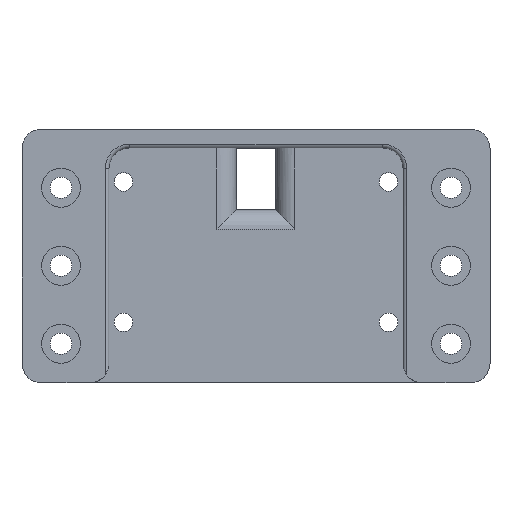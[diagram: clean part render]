
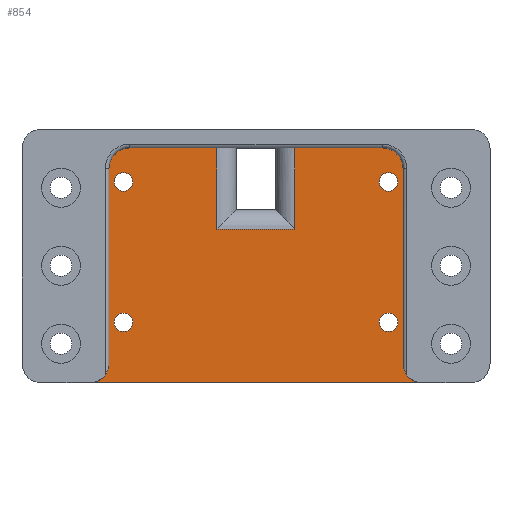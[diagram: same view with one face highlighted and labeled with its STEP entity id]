
A CAD part, top view. The second image highlights one B-rep face of the part: STEP entity #854.
In plain terms, the highlighted planar face has unit normal (0, 0, 1).
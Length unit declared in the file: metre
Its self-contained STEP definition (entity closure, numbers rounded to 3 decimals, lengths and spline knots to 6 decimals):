
#66=LINE('',#1398,#116);
#68=LINE('',#1402,#118);
#81=LINE('',#1444,#131);
#87=LINE('',#1459,#137);
#88=LINE('',#1464,#138);
#90=LINE('',#1470,#140);
#96=LINE('',#1480,#146);
#97=LINE('',#1481,#147);
#116=VECTOR('',#1120,1.);
#118=VECTOR('',#1124,1.);
#131=VECTOR('',#1169,1.);
#137=VECTOR('',#1181,1.);
#138=VECTOR('',#1186,1.);
#140=VECTOR('',#1192,1.);
#146=VECTOR('',#1206,1.);
#147=VECTOR('',#1207,1.);
#300=ORIENTED_EDGE('',*,*,#467,.T.);
#301=ORIENTED_EDGE('',*,*,#456,.T.);
#302=ORIENTED_EDGE('',*,*,#461,.T.);
#303=ORIENTED_EDGE('',*,*,#458,.T.);
#304=ORIENTED_EDGE('',*,*,#468,.T.);
#305=ORIENTED_EDGE('',*,*,#435,.T.);
#306=ORIENTED_EDGE('',*,*,#427,.F.);
#307=ORIENTED_EDGE('',*,*,#469,.T.);
#308=ORIENTED_EDGE('',*,*,#448,.T.);
#309=ORIENTED_EDGE('',*,*,#470,.T.);
#310=ORIENTED_EDGE('',*,*,#429,.F.);
#311=ORIENTED_EDGE('',*,*,#438,.T.);
#312=ORIENTED_EDGE('',*,*,#471,.F.);
#313=ORIENTED_EDGE('',*,*,#441,.F.);
#314=ORIENTED_EDGE('',*,*,#440,.F.);
#315=ORIENTED_EDGE('',*,*,#439,.F.);
#427=EDGE_CURVE('',#533,#534,#66,.T.);
#429=EDGE_CURVE('',#535,#536,#68,.F.);
#435=EDGE_CURVE('',#538,#534,#600,.T.);
#438=EDGE_CURVE('',#535,#539,#601,.T.);
#439=EDGE_CURVE('',#540,#540,#602,.T.);
#440=EDGE_CURVE('',#541,#541,#603,.T.);
#441=EDGE_CURVE('',#542,#542,#604,.T.);
#448=EDGE_CURVE('',#543,#544,#81,.T.);
#456=EDGE_CURVE('',#546,#548,#87,.T.);
#458=EDGE_CURVE('',#551,#549,#88,.T.);
#461=EDGE_CURVE('',#548,#551,#90,.T.);
#467=EDGE_CURVE('',#539,#546,#96,.F.);
#468=EDGE_CURVE('',#549,#538,#97,.F.);
#469=EDGE_CURVE('',#533,#543,#607,.F.);
#470=EDGE_CURVE('',#544,#536,#608,.F.);
#471=EDGE_CURVE('',#553,#553,#609,.T.);
#533=VERTEX_POINT('',#1397);
#534=VERTEX_POINT('',#1399);
#535=VERTEX_POINT('',#1403);
#536=VERTEX_POINT('',#1404);
#538=VERTEX_POINT('',#1417);
#539=VERTEX_POINT('',#1423);
#540=VERTEX_POINT('',#1427);
#541=VERTEX_POINT('',#1430);
#542=VERTEX_POINT('',#1433);
#543=VERTEX_POINT('',#1445);
#544=VERTEX_POINT('',#1446);
#546=VERTEX_POINT('',#1454);
#548=VERTEX_POINT('',#1458);
#549=VERTEX_POINT('',#1462);
#551=VERTEX_POINT('',#1465);
#553=VERTEX_POINT('',#1486);
#600=CIRCLE('',#942,0.005359);
#601=CIRCLE('',#945,0.005359);
#602=CIRCLE('',#947,0.002375);
#603=CIRCLE('',#949,0.002375);
#604=CIRCLE('',#951,0.002375);
#607=CIRCLE('',#968,0.005);
#608=CIRCLE('',#969,0.005);
#609=CIRCLE('',#970,0.002375);
#673=EDGE_LOOP('',(#300,#301,#302,#303,#304,#305,#306,#307,#308,#309,#310,
#311));
#674=EDGE_LOOP('',(#312));
#675=EDGE_LOOP('',(#313));
#676=EDGE_LOOP('',(#314));
#677=EDGE_LOOP('',(#315));
#767=FACE_BOUND('',#673,.T.);
#768=FACE_BOUND('',#674,.T.);
#769=FACE_BOUND('',#675,.T.);
#770=FACE_BOUND('',#676,.T.);
#771=FACE_BOUND('',#677,.T.);
#816=PLANE('',#967);
#854=ADVANCED_FACE('',(#767,#768,#769,#770,#771),#816,.T.);
#942=AXIS2_PLACEMENT_3D('',#1418,#1133,#1134);
#945=AXIS2_PLACEMENT_3D('',#1424,#1141,#1142);
#947=AXIS2_PLACEMENT_3D('',#1426,#1145,#1146);
#949=AXIS2_PLACEMENT_3D('',#1429,#1149,#1150);
#951=AXIS2_PLACEMENT_3D('',#1432,#1153,#1154);
#967=AXIS2_PLACEMENT_3D('',#1482,#1208,#1209);
#968=AXIS2_PLACEMENT_3D('',#1483,#1210,#1211);
#969=AXIS2_PLACEMENT_3D('',#1484,#1212,#1213);
#970=AXIS2_PLACEMENT_3D('',#1485,#1214,#1215);
#1120=DIRECTION('',(0.,1.,0.));
#1124=DIRECTION('',(0.,1.,0.));
#1133=DIRECTION('',(0.,0.,1.));
#1134=DIRECTION('',(1.,0.,0.));
#1141=DIRECTION('',(0.,0.,1.));
#1142=DIRECTION('',(1.,0.,0.));
#1145=DIRECTION('',(0.,0.,1.));
#1146=DIRECTION('',(1.,0.,0.));
#1149=DIRECTION('',(0.,0.,1.));
#1150=DIRECTION('',(1.,0.,0.));
#1153=DIRECTION('',(0.,0.,1.));
#1154=DIRECTION('',(1.,0.,0.));
#1169=DIRECTION('',(1.,0.,0.));
#1181=DIRECTION('',(0.,-1.,0.));
#1186=DIRECTION('',(0.,1.,0.));
#1192=DIRECTION('',(-1.,0.,0.));
#1206=DIRECTION('',(1.,0.,0.));
#1207=DIRECTION('',(1.,0.,0.));
#1208=DIRECTION('',(0.,0.,1.));
#1209=DIRECTION('',(1.,0.,0.));
#1210=DIRECTION('',(0.,0.,1.));
#1211=DIRECTION('',(1.,0.,0.));
#1212=DIRECTION('',(0.,0.,1.));
#1213=DIRECTION('',(1.,0.,0.));
#1214=DIRECTION('',(0.,0.,1.));
#1215=DIRECTION('',(1.,0.,0.));
#1397=CARTESIAN_POINT('',(-0.0377,-0.2525,0.047));
#1398=CARTESIAN_POINT('',(-0.0377,-0.22508,0.047));
#1399=CARTESIAN_POINT('',(-0.0377,-0.202659,0.047));
#1402=CARTESIAN_POINT('',(0.0377,-0.2525,0.047));
#1403=CARTESIAN_POINT('',(0.0377,-0.202659,0.047));
#1404=CARTESIAN_POINT('',(0.0377,-0.2525,0.047));
#1417=CARTESIAN_POINT('',(-0.032341,-0.1973,0.047));
#1418=CARTESIAN_POINT('',(-0.032341,-0.202659,0.047));
#1423=CARTESIAN_POINT('',(0.032341,-0.1973,0.047));
#1424=CARTESIAN_POINT('',(0.032341,-0.202659,0.047));
#1426=CARTESIAN_POINT('',(-0.034,-0.242,0.047));
#1427=CARTESIAN_POINT('',(-0.031625,-0.242,0.047));
#1429=CARTESIAN_POINT('',(-0.034,-0.206,0.047));
#1430=CARTESIAN_POINT('',(-0.031625,-0.206,0.047));
#1432=CARTESIAN_POINT('',(0.034,-0.206,0.047));
#1433=CARTESIAN_POINT('',(0.036375,-0.206,0.047));
#1444=CARTESIAN_POINT('',(0.,-0.2575,0.047));
#1445=CARTESIAN_POINT('',(-0.0427,-0.2575,0.047));
#1446=CARTESIAN_POINT('',(0.0427,-0.2575,0.047));
#1454=CARTESIAN_POINT('',(0.01,-0.1973,0.047));
#1458=CARTESIAN_POINT('',(0.01,-0.218096,0.047));
#1459=CARTESIAN_POINT('',(0.01,-0.1125,0.047));
#1462=CARTESIAN_POINT('',(-0.01,-0.1973,0.047));
#1464=CARTESIAN_POINT('',(-0.01,-0.1125,0.047));
#1465=CARTESIAN_POINT('',(-0.01,-0.218096,0.047));
#1470=CARTESIAN_POINT('',(0.,-0.218096,0.047));
#1480=CARTESIAN_POINT('',(0.,-0.1973,0.047));
#1481=CARTESIAN_POINT('',(0.,-0.1973,0.047));
#1482=CARTESIAN_POINT('',(0.,-0.1125,0.047));
#1483=CARTESIAN_POINT('',(-0.0427,-0.2525,0.047));
#1484=CARTESIAN_POINT('',(0.0427,-0.2525,0.047));
#1485=CARTESIAN_POINT('',(0.034,-0.242,0.047));
#1486=CARTESIAN_POINT('',(0.036375,-0.242,0.047));
